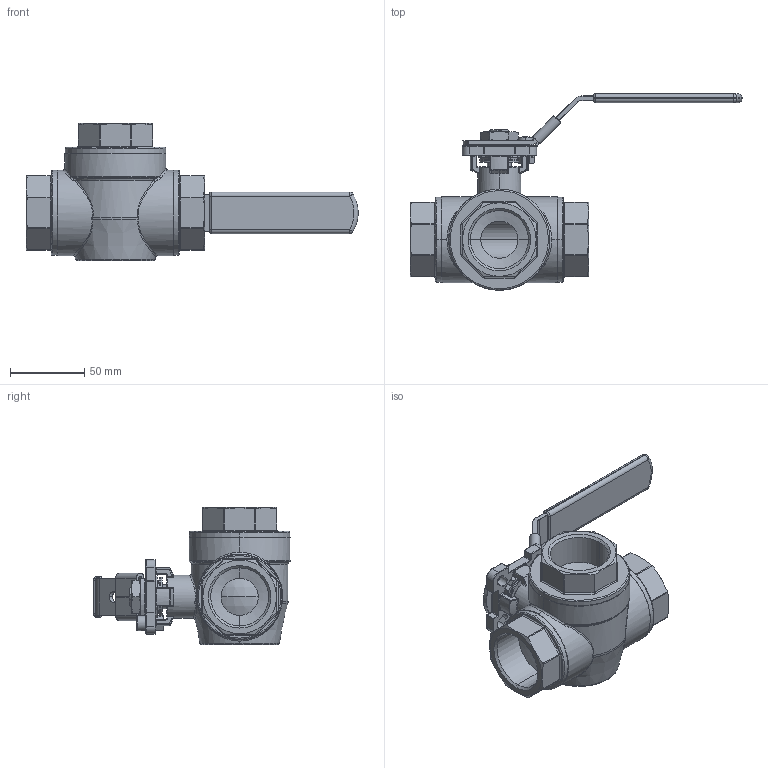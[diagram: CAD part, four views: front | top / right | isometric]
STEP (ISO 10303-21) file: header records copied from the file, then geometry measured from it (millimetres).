
FILE_DESCRIPTION (( 'STEP AP214' ), '1' );
FILE_NAME ('3W-114-00L-4 3-Wege-Kugelhahn 1803.STEP', '2018-03-16T13:53:08', ( '' ), ( '' ), 'SwSTEP 2.0', 'SolidWorks 2016', '' );
FILE_SCHEMA (( 'AUTOMOTIVE_DESIGN' ));
Length unit declared in the file: millimetre
Products named in the file (1): 3W-114-00L-4 3-Wege-Kugelhahn 1803
Bounding box: 222.93 x 132 x 92 mm (x, y, z)
Volume: 354470.8 mm3; surface area: 73808.1 mm2
Topology: 1 solids, 1 shells, 1322 faces, 3270 edges, 1947 vertices
Faces by surface type: plane 410, cylinder 356, bspline 236, torus 194, cone 66, sphere 60
Entity records: 53986 total; most frequent: CARTESIAN_POINT 20842, ORIENTED_EDGE 6440, DIRECTION 5892, EDGE_CURVE 3220, AXIS2_PLACEMENT_3D 2222, VERTEX_POINT 1945, LINE 1448, VECTOR 1448
